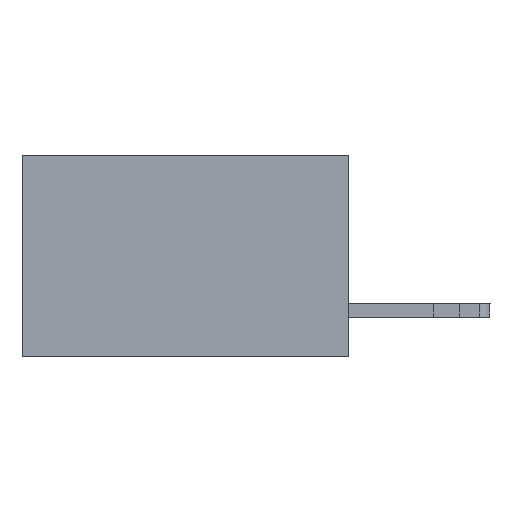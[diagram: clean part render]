
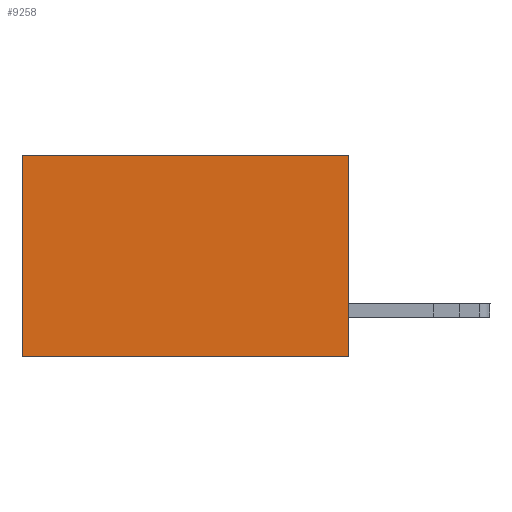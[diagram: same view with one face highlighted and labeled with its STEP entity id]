
A CAD part, left-side view. The second image highlights one B-rep face of the part: STEP entity #9258.
In plain terms, the highlighted planar face has unit normal (-1, 0, 0).
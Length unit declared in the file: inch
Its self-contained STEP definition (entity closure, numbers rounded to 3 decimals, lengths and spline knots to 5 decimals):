
#83 = LINE ( 'NONE', #4865, #15465 ) ;
#152 = CARTESIAN_POINT ( 'NONE',  ( 0.2615, 0., 0. ) ) ;
#551 = DIRECTION ( 'NONE',  ( 0., 1., 0. ) ) ;
#564 = PLANE ( 'NONE',  #6510 ) ;
#1000 = LINE ( 'NONE', #12553, #7342 ) ;
#1775 = ORIENTED_EDGE ( 'NONE', *, *, #3519, .F. ) ;
#1885 = EDGE_CURVE ( 'NONE', #8595, #13436, #13095, .T. ) ;
#1947 = DIRECTION ( 'NONE',  ( 1., 0., 0. ) ) ;
#2516 = EDGE_CURVE ( 'NONE', #10936, #4646, #1000, .T. ) ;
#3053 = VECTOR ( 'NONE', #551, 39.37008 ) ;
#3519 = EDGE_CURVE ( 'NONE', #8595, #10936, #10873, .T. ) ;
#4399 = VECTOR ( 'NONE', #10878, 39.37008 ) ;
#4646 = VERTEX_POINT ( 'NONE', #8211 ) ;
#4865 = CARTESIAN_POINT ( 'NONE',  ( 0.2615, 0.6, -0.37 ) ) ;
#6033 = ORIENTED_EDGE ( 'NONE', *, *, #1885, .T. ) ;
#6510 = AXIS2_PLACEMENT_3D ( 'NONE', #8167, #1947, #10547 ) ;
#7342 = VECTOR ( 'NONE', #8651, 39.37008 ) ;
#8167 = CARTESIAN_POINT ( 'NONE',  ( 0.2615, 0., -0.37 ) ) ;
#8211 = CARTESIAN_POINT ( 'NONE',  ( 0.2615, 0.6, -0.37 ) ) ;
#8595 = VERTEX_POINT ( 'NONE', #11873 ) ;
#8651 = DIRECTION ( 'NONE',  ( 0., 1., 0. ) ) ;
#9258 = ADVANCED_FACE ( 'NONE', ( #12988 ), #564, .F. ) ;
#10547 = DIRECTION ( 'NONE',  ( 0., 0., -1. ) ) ;
#10708 = CARTESIAN_POINT ( 'NONE',  ( 0.2615, 0., -0.37 ) ) ;
#10724 = CARTESIAN_POINT ( 'NONE',  ( 0.2615, 0.6, 0. ) ) ;
#10873 = LINE ( 'NONE', #14281, #4399 ) ;
#10878 = DIRECTION ( 'NONE',  ( 0., 0., -1. ) ) ;
#10936 = VERTEX_POINT ( 'NONE', #10708 ) ;
#11873 = CARTESIAN_POINT ( 'NONE',  ( 0.2615, 0., 0. ) ) ;
#12553 = CARTESIAN_POINT ( 'NONE',  ( 0.2615, 0., -0.37 ) ) ;
#12800 = EDGE_CURVE ( 'NONE', #13436, #4646, #83, .T. ) ;
#12988 = FACE_OUTER_BOUND ( 'NONE', #13839, .T. ) ;
#13095 = LINE ( 'NONE', #152, #3053 ) ;
#13390 = ORIENTED_EDGE ( 'NONE', *, *, #12800, .T. ) ;
#13436 = VERTEX_POINT ( 'NONE', #10724 ) ;
#13839 = EDGE_LOOP ( 'NONE', ( #13390, #14891, #1775, #6033 ) ) ;
#14281 = CARTESIAN_POINT ( 'NONE',  ( 0.2615, 0., -0.37 ) ) ;
#14369 = DIRECTION ( 'NONE',  ( 0., 0., -1. ) ) ;
#14891 = ORIENTED_EDGE ( 'NONE', *, *, #2516, .F. ) ;
#15465 = VECTOR ( 'NONE', #14369, 39.37008 ) ;
